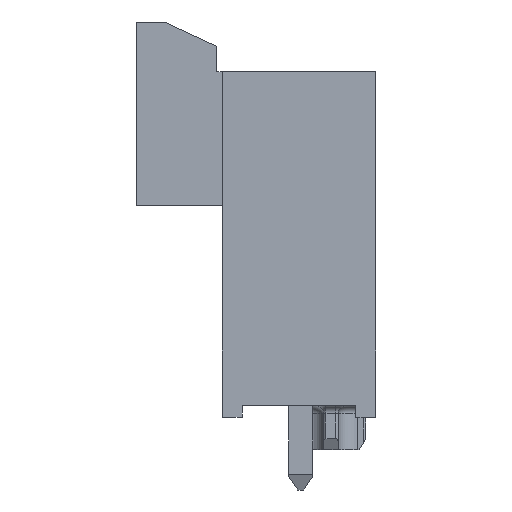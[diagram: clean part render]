
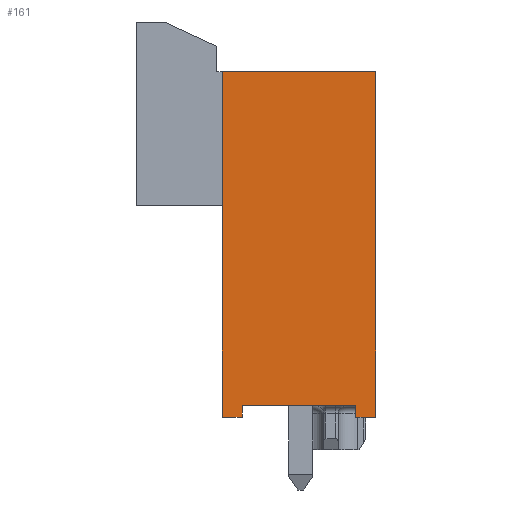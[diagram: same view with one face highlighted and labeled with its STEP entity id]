
A CAD part, left-side view. The second image highlights one B-rep face of the part: STEP entity #161.
In plain terms, the highlighted planar face has unit normal (-1, 0, 0).
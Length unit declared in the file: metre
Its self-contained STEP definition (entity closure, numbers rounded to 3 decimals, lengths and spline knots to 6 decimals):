
#161 = ADVANCED_FACE( '', ( #521 ), #522, .T. );
#521 = FACE_OUTER_BOUND( '', #1019, .T. );
#522 = PLANE( '', #1020 );
#1019 = EDGE_LOOP( '', ( #2192, #2193, #2194, #2195, #2196, #2197, #2198, #2199 ) );
#1020 = AXIS2_PLACEMENT_3D( '', #2200, #2201, #2202 );
#2192 = ORIENTED_EDGE( '', *, *, #3761, .F. );
#2193 = ORIENTED_EDGE( '', *, *, #3762, .T. );
#2194 = ORIENTED_EDGE( '', *, *, #3763, .F. );
#2195 = ORIENTED_EDGE( '', *, *, #3587, .F. );
#2196 = ORIENTED_EDGE( '', *, *, #3764, .T. );
#2197 = ORIENTED_EDGE( '', *, *, #3765, .T. );
#2198 = ORIENTED_EDGE( '', *, *, #3755, .T. );
#2199 = ORIENTED_EDGE( '', *, *, #3766, .T. );
#2200 = CARTESIAN_POINT( '', ( -0.008875, 0.003395, 0. ) );
#2201 = DIRECTION( '', ( -1., 0., 0. ) );
#2202 = DIRECTION( '', ( 0., 0., 1. ) );
#3587 = EDGE_CURVE( '', #4458, #4460, #4461, .T. );
#3755 = EDGE_CURVE( '', #4741, #4739, #4742, .T. );
#3761 = EDGE_CURVE( '', #4752, #4753, #4754, .T. );
#3762 = EDGE_CURVE( '', #4752, #4755, #4756, .T. );
#3763 = EDGE_CURVE( '', #4460, #4755, #4757, .T. );
#3764 = EDGE_CURVE( '', #4458, #4758, #4759, .T. );
#3765 = EDGE_CURVE( '', #4758, #4741, #4760, .T. );
#3766 = EDGE_CURVE( '', #4739, #4753, #4761, .T. );
#4458 = VERTEX_POINT( '', #5791 );
#4460 = VERTEX_POINT( '', #5794 );
#4461 = LINE( '', #5795, #5796 );
#4739 = VERTEX_POINT( '', #6218 );
#4741 = VERTEX_POINT( '', #6221 );
#4742 = LINE( '', #6222, #6223 );
#4752 = VERTEX_POINT( '', #6238 );
#4753 = VERTEX_POINT( '', #6239 );
#4754 = LINE( '', #6240, #6241 );
#4755 = VERTEX_POINT( '', #6242 );
#4756 = LINE( '', #6243, #6244 );
#4757 = LINE( '', #6245, #6246 );
#4758 = VERTEX_POINT( '', #6247 );
#4759 = LINE( '', #6248, #6249 );
#4760 = LINE( '', #6250, #6251 );
#4761 = LINE( '', #6252, #6253 );
#5791 = CARTESIAN_POINT( '', ( -0.008875, 0.003395, 0. ) );
#5794 = CARTESIAN_POINT( '', ( -0.008875, -0.003395, 0. ) );
#5795 = CARTESIAN_POINT( '', ( -0.008875, 0.003395, 0. ) );
#5796 = VECTOR( '', #7037, 1. );
#6218 = CARTESIAN_POINT( '', ( -0.008875, 0.002515, -0.0148 ) );
#6221 = CARTESIAN_POINT( '', ( -0.008875, 0.002515, -0.0153 ) );
#6222 = CARTESIAN_POINT( '', ( -0.008875, 0.002515, -0.0153 ) );
#6223 = VECTOR( '', #7279, 1. );
#6238 = CARTESIAN_POINT( '', ( -0.008875, -0.002515, -0.0153 ) );
#6239 = CARTESIAN_POINT( '', ( -0.008875, -0.002515, -0.0148 ) );
#6240 = CARTESIAN_POINT( '', ( -0.008875, -0.002515, -0.0153 ) );
#6241 = VECTOR( '', #7285, 1. );
#6242 = CARTESIAN_POINT( '', ( -0.008875, -0.003395, -0.0153 ) );
#6243 = CARTESIAN_POINT( '', ( -0.008875, -0.002515, -0.0153 ) );
#6244 = VECTOR( '', #7286, 1. );
#6245 = CARTESIAN_POINT( '', ( -0.008875, -0.003395, 0. ) );
#6246 = VECTOR( '', #7287, 1. );
#6247 = CARTESIAN_POINT( '', ( -0.008875, 0.003395, -0.0153 ) );
#6248 = CARTESIAN_POINT( '', ( -0.008875, 0.003395, 0. ) );
#6249 = VECTOR( '', #7288, 1. );
#6250 = CARTESIAN_POINT( '', ( -0.008875, 0.003395, -0.0153 ) );
#6251 = VECTOR( '', #7289, 1. );
#6252 = CARTESIAN_POINT( '', ( -0.008875, 0.002515, -0.0148 ) );
#6253 = VECTOR( '', #7290, 1. );
#7037 = DIRECTION( '', ( 0., -1., 0. ) );
#7279 = DIRECTION( '', ( 0., 0., 1. ) );
#7285 = DIRECTION( '', ( 0., 0., 1. ) );
#7286 = DIRECTION( '', ( 0., -1., 0. ) );
#7287 = DIRECTION( '', ( 0., 0., -1. ) );
#7288 = DIRECTION( '', ( 0., 0., -1. ) );
#7289 = DIRECTION( '', ( 0., -1., 0. ) );
#7290 = DIRECTION( '', ( 0., -1., 0. ) );
